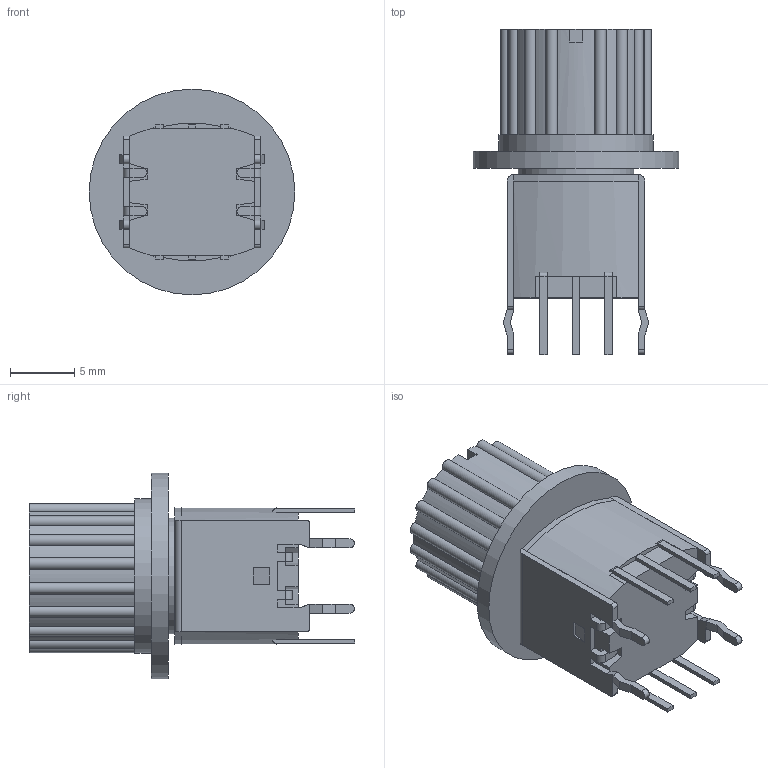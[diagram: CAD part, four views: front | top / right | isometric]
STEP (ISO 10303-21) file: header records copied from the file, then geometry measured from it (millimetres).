
FILE_DESCRIPTION(/* description */ ('STEP AP242','CAx-IF Rec.Pracs.---Representation and Presentation of Product Manufacturing Information (PMI)---4.0---2014-10-13','CAx-IF Rec.Pracs.---3D Tessellated Geometry---0.4---2014-09-14','2;1'),/* implementation_level */ '2;1');
FILE_NAME(/* name */ 'NR01105ANG13-2A',/* time_stamp */ '2025-12-21T16:09:22+01:00',/* author */ ('License CC BY-ND 4.0'),/* organization */ ('CADENAS'),/* preprocessor_version */ 'ST-DEVELOPER v20',/* originating_system */ 'PARTsolutions',/* authorisation */ ' ');
FILE_SCHEMA (('AP242_MANAGED_MODEL_BASED_3D_ENGINEERING_MIM_LF { 1 0 10303 442 1 1 4 }'));
Length unit declared in the file: inch
Products named in the file (5): NR01105ANG13-2A; NR01-05-body; NR01-cover; AT3009-A; NR01-terminal
Assembly tree (4 placements, depth 2):
  NR01105ANG13-2A
    NR01-05-body
    NR01-cover
    AT3009-A
    NR01-terminal
Bounding box: 16 x 25.3 x 16 mm (x, y, z)
Volume: 2238.5 mm3; surface area: 2432.3 mm2
Topology: 4 solids, 4 shells, 238 faces, 654 edges, 433 vertices
Faces by surface type: plane 163, cylinder 71, torus 3, cone 1
Full cylindrical faces by diameter (mm): 2.54 x1, 3.861 x1, 5.893 x2, 8.992 x2, 9 x1, 12 x1, 16 x1
Entity records: 7603 total; most frequent: CARTESIAN_POINT 1332, ORIENTED_EDGE 1282, DIRECTION 1282, EDGE_CURVE 641, LINE 474, VECTOR 474, VERTEX_POINT 430, AXIS2_PLACEMENT_3D 404
